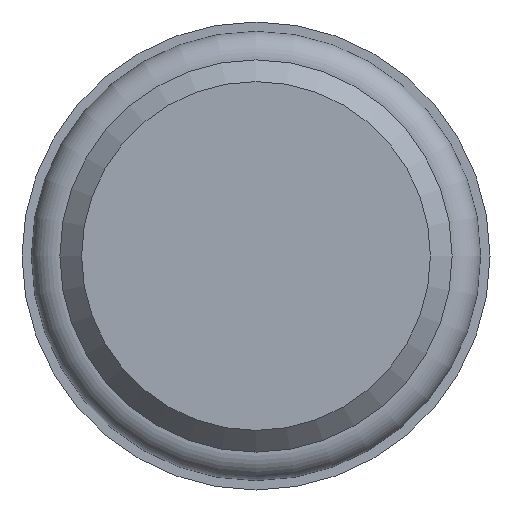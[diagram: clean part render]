
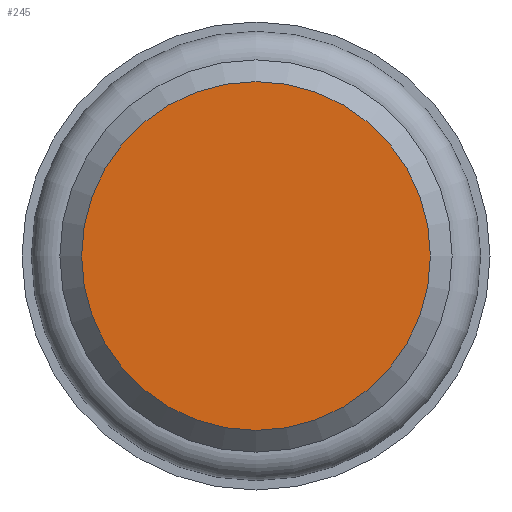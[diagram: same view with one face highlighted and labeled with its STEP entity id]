
A CAD part, front view. The second image highlights one B-rep face of the part: STEP entity #245.
In plain terms, the highlighted planar face has unit normal (0, -1, 0).
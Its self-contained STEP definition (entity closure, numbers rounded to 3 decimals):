
#55=PLANE('',#282);
#75=ORIENTED_EDGE('',*,*,#126,.T.);
#126=EDGE_CURVE('',#154,#154,#176,.T.);
#154=VERTEX_POINT('',#386);
#176=CIRCLE('',#281,9.316);
#191=EDGE_LOOP('',(#75));
#219=FACE_BOUND('',#191,.T.);
#245=ADVANCED_FACE('',(#219),#55,.F.);
#281=AXIS2_PLACEMENT_3D('',#385,#321,#322);
#282=AXIS2_PLACEMENT_3D('',#387,#323,#324);
#321=DIRECTION('',(0.,-1.,0.));
#322=DIRECTION('',(0.,0.,-1.));
#323=DIRECTION('',(0.,1.,0.));
#324=DIRECTION('',(0.,0.,1.));
#385=CARTESIAN_POINT('',(0.,-10.,0.));
#386=CARTESIAN_POINT('',(0.,-10.,-9.316));
#387=CARTESIAN_POINT('',(9.316,-10.,0.));
